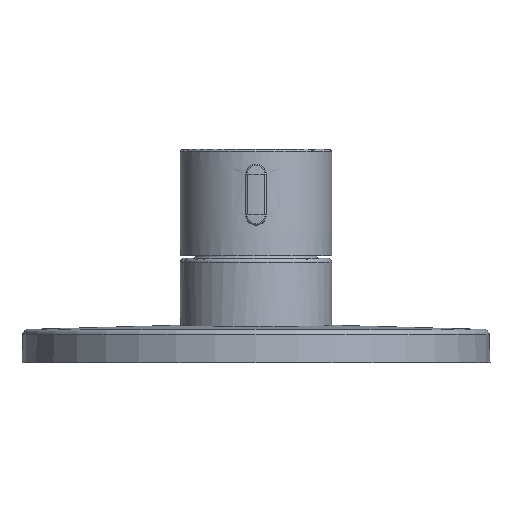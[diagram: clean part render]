
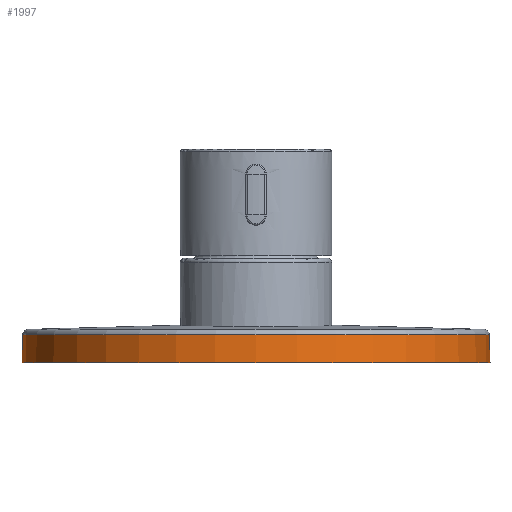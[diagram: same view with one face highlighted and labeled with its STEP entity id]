
A CAD part, front view. The second image highlights one B-rep face of the part: STEP entity #1997.
In plain terms, the highlighted conical face has half-angle 1.5 degrees and reference radius 84.697 mm.
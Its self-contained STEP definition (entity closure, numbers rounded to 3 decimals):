
#71 = CARTESIAN_POINT ( 'NONE',  ( 0., 0., 12.103 ) ) ;
#118 = AXIS2_PLACEMENT_3D ( 'NONE', #71, #360, #2323 ) ;
#146 = CIRCLE ( 'NONE', #2383, 85.013 ) ;
#268 = ORIENTED_EDGE ( 'NONE', *, *, #1350, .T. ) ;
#271 = EDGE_LOOP ( 'NONE', ( #268 ) ) ;
#320 = CIRCLE ( 'NONE', #1112, 84.745 ) ;
#331 = CARTESIAN_POINT ( 'NONE',  ( 84.745, 0., 10.24 ) ) ;
#339 = VERTEX_POINT ( 'NONE', #614 ) ;
#360 = DIRECTION ( 'NONE',  ( 0., 0., -1. ) ) ;
#376 = VERTEX_POINT ( 'NONE', #331 ) ;
#598 = DIRECTION ( 'NONE',  ( 1., 0., 0. ) ) ;
#599 = DIRECTION ( 'NONE',  ( 0., 0., -1. ) ) ;
#607 = CARTESIAN_POINT ( 'NONE',  ( 0., 0., 0. ) ) ;
#614 = CARTESIAN_POINT ( 'NONE',  ( 85.013, 0., 0. ) ) ;
#857 = ORIENTED_EDGE ( 'NONE', *, *, #1778, .F. ) ;
#942 = DIRECTION ( 'NONE',  ( 1., 0., 0. ) ) ;
#953 = DIRECTION ( 'NONE',  ( 0., 0., -1. ) ) ;
#955 = CARTESIAN_POINT ( 'NONE',  ( 0., 0., 10.24 ) ) ;
#1112 = AXIS2_PLACEMENT_3D ( 'NONE', #955, #953, #942 ) ;
#1350 = EDGE_CURVE ( 'NONE', #376, #376, #320, .T. ) ;
#1778 = EDGE_CURVE ( 'NONE', #339, #339, #146, .T. ) ;
#1997 = ADVANCED_FACE ( 'NONE', ( #2426, #2655 ), #2376, .T. ) ;
#2118 = EDGE_LOOP ( 'NONE', ( #857 ) ) ;
#2323 = DIRECTION ( 'NONE',  ( 0.479, 0.878, 0. ) ) ;
#2376 = CONICAL_SURFACE ( 'NONE', #118, 84.696, 0.026 ) ;
#2383 = AXIS2_PLACEMENT_3D ( 'NONE', #607, #599, #598 ) ;
#2426 = FACE_OUTER_BOUND ( 'NONE', #2118, .T. ) ;
#2655 = FACE_BOUND ( 'NONE', #271, .T. ) ;
